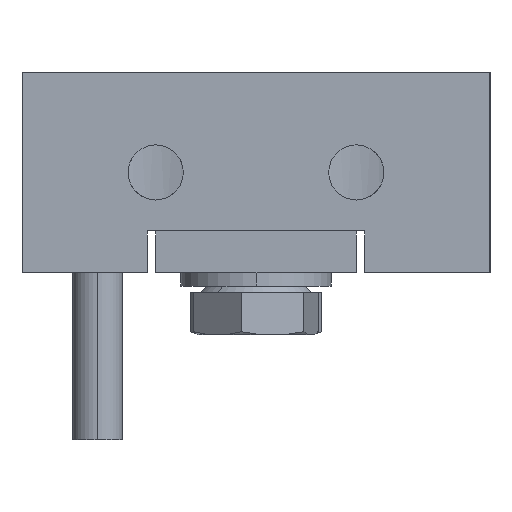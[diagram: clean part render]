
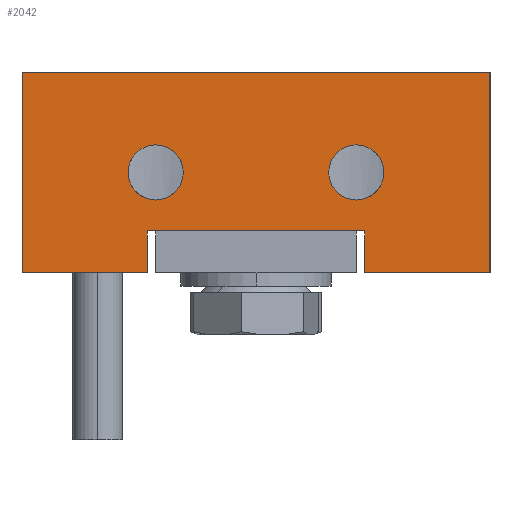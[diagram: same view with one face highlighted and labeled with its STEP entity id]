
A CAD part, left-side view. The second image highlights one B-rep face of the part: STEP entity #2042.
In plain terms, the highlighted planar face has unit normal (-1, 0, 0).
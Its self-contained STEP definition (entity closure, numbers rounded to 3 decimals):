
#9 = ORIENTED_EDGE ( 'NONE', *, *, #2525, .T. ) ;
#61 = EDGE_CURVE ( 'NONE', #2382, #439, #2430, .T. ) ;
#112 = CARTESIAN_POINT ( 'NONE',  ( -50.05, 18.202, 104. ) ) ;
#116 = EDGE_LOOP ( 'NONE', ( #1468, #335 ) ) ;
#179 = LINE ( 'NONE', #1031, #1217 ) ;
#197 = PLANE ( 'NONE',  #1288 ) ;
#216 = LINE ( 'NONE', #2449, #1803 ) ;
#230 = ORIENTED_EDGE ( 'NONE', *, *, #965, .F. ) ;
#316 = VERTEX_POINT ( 'NONE', #792 ) ;
#335 = ORIENTED_EDGE ( 'NONE', *, *, #1139, .F. ) ;
#369 = CARTESIAN_POINT ( 'NONE',  ( -50.05, 10.702, 94.5 ) ) ;
#383 = EDGE_CURVE ( 'NONE', #1046, #2382, #216, .T. ) ;
#385 = ORIENTED_EDGE ( 'NONE', *, *, #61, .T. ) ;
#399 = DIRECTION ( 'NONE',  ( 0., -1., 0. ) ) ;
#439 = VERTEX_POINT ( 'NONE', #2465 ) ;
#451 = CARTESIAN_POINT ( 'NONE',  ( -50.05, 10.202, 99.65 ) ) ;
#483 = CARTESIAN_POINT ( 'NONE',  ( -50.05, -2.298, 92. ) ) ;
#497 = DIRECTION ( 'NONE',  ( 0., 0., -1. ) ) ;
#531 = CARTESIAN_POINT ( 'NONE',  ( -50.05, 18.202, 92. ) ) ;
#540 = CARTESIAN_POINT ( 'NONE',  ( -50.05, -1.798, 96.35 ) ) ;
#552 = DIRECTION ( 'NONE',  ( 0., -1., 0. ) ) ;
#558 = DIRECTION ( 'NONE',  ( -1., 0., 0. ) ) ;
#567 = VERTEX_POINT ( 'NONE', #369 ) ;
#573 = CARTESIAN_POINT ( 'NONE',  ( -50.05, -1.798, 99.65 ) ) ;
#597 = AXIS2_PLACEMENT_3D ( 'NONE', #2676, #1179, #1603 ) ;
#658 = LINE ( 'NONE', #1930, #1625 ) ;
#690 = EDGE_CURVE ( 'NONE', #2391, #2606, #1088, .T. ) ;
#700 = CARTESIAN_POINT ( 'NONE',  ( -50.05, -9.798, 104. ) ) ;
#720 = ORIENTED_EDGE ( 'NONE', *, *, #2013, .F. ) ;
#754 = EDGE_LOOP ( 'NONE', ( #2431, #230 ) ) ;
#777 = LINE ( 'NONE', #839, #2452 ) ;
#792 = CARTESIAN_POINT ( 'NONE',  ( -50.05, 10.702, 92. ) ) ;
#811 = EDGE_LOOP ( 'NONE', ( #1386, #1805, #1765, #1433, #385, #720, #1664, #9 ) ) ;
#839 = CARTESIAN_POINT ( 'NONE',  ( -50.05, 18.202, 104. ) ) ;
#851 = AXIS2_PLACEMENT_3D ( 'NONE', #904, #2142, #1708 ) ;
#904 = CARTESIAN_POINT ( 'NONE',  ( -50.05, -1.798, 98. ) ) ;
#921 = AXIS2_PLACEMENT_3D ( 'NONE', #1636, #2724, #2073 ) ;
#955 = VECTOR ( 'NONE', #2195, 1000. ) ;
#959 = CARTESIAN_POINT ( 'NONE',  ( -50.05, 18.202, 94.5 ) ) ;
#965 = EDGE_CURVE ( 'NONE', #2606, #2391, #1061, .T. ) ;
#1025 = DIRECTION ( 'NONE',  ( 0., 0., -1. ) ) ;
#1031 = CARTESIAN_POINT ( 'NONE',  ( -50.05, 10.702, 104. ) ) ;
#1037 = CIRCLE ( 'NONE', #597, 1.65 ) ;
#1041 = DIRECTION ( 'NONE',  ( 0., 0., -1. ) ) ;
#1046 = VERTEX_POINT ( 'NONE', #1352 ) ;
#1061 = CIRCLE ( 'NONE', #2584, 1.65 ) ;
#1075 = LINE ( 'NONE', #531, #955 ) ;
#1088 = CIRCLE ( 'NONE', #921, 1.65 ) ;
#1139 = EDGE_CURVE ( 'NONE', #2650, #1646, #2411, .T. ) ;
#1150 = FACE_BOUND ( 'NONE', #116, .T. ) ;
#1157 = VERTEX_POINT ( 'NONE', #700 ) ;
#1179 = DIRECTION ( 'NONE',  ( -1., 0., 0. ) ) ;
#1217 = VECTOR ( 'NONE', #2516, 1000. ) ;
#1279 = VECTOR ( 'NONE', #1025, 1000. ) ;
#1288 = AXIS2_PLACEMENT_3D ( 'NONE', #1854, #2302, #1041 ) ;
#1339 = CARTESIAN_POINT ( 'NONE',  ( -50.05, 10.202, 96.35 ) ) ;
#1352 = CARTESIAN_POINT ( 'NONE',  ( -50.05, -2.298, 94.5 ) ) ;
#1386 = ORIENTED_EDGE ( 'NONE', *, *, #2626, .T. ) ;
#1433 = ORIENTED_EDGE ( 'NONE', *, *, #383, .T. ) ;
#1468 = ORIENTED_EDGE ( 'NONE', *, *, #1614, .F. ) ;
#1504 = LINE ( 'NONE', #959, #2566 ) ;
#1603 = DIRECTION ( 'NONE',  ( 0., 0., 1. ) ) ;
#1614 = EDGE_CURVE ( 'NONE', #1646, #2650, #1037, .T. ) ;
#1625 = VECTOR ( 'NONE', #497, 1000. ) ;
#1636 = CARTESIAN_POINT ( 'NONE',  ( -50.05, 10.202, 98. ) ) ;
#1646 = VERTEX_POINT ( 'NONE', #573 ) ;
#1664 = ORIENTED_EDGE ( 'NONE', *, *, #2181, .F. ) ;
#1697 = FACE_OUTER_BOUND ( 'NONE', #811, .T. ) ;
#1708 = DIRECTION ( 'NONE',  ( 0., 0., 1. ) ) ;
#1711 = VERTEX_POINT ( 'NONE', #112 ) ;
#1765 = ORIENTED_EDGE ( 'NONE', *, *, #2635, .F. ) ;
#1784 = DIRECTION ( 'NONE',  ( 0., 0., 1. ) ) ;
#1800 = DIRECTION ( 'NONE',  ( 0., 0., -1. ) ) ;
#1803 = VECTOR ( 'NONE', #1800, 1000. ) ;
#1805 = ORIENTED_EDGE ( 'NONE', *, *, #2023, .T. ) ;
#1833 = LINE ( 'NONE', #2512, #1279 ) ;
#1845 = VECTOR ( 'NONE', #552, 1000. ) ;
#1854 = CARTESIAN_POINT ( 'NONE',  ( -50.05, 18.202, 104. ) ) ;
#1930 = CARTESIAN_POINT ( 'NONE',  ( -50.05, 18.202, 104. ) ) ;
#1987 = VERTEX_POINT ( 'NONE', #2500 ) ;
#2013 = EDGE_CURVE ( 'NONE', #1157, #439, #1833, .T. ) ;
#2023 = EDGE_CURVE ( 'NONE', #316, #567, #179, .T. ) ;
#2042 = ADVANCED_FACE ( 'NONE', ( #2281, #1150, #1697 ), #197, .F. ) ;
#2073 = DIRECTION ( 'NONE',  ( 0., 0., 1. ) ) ;
#2142 = DIRECTION ( 'NONE',  ( -1., 0., 0. ) ) ;
#2164 = CARTESIAN_POINT ( 'NONE',  ( -50.05, 10.202, 98. ) ) ;
#2181 = EDGE_CURVE ( 'NONE', #1711, #1157, #777, .T. ) ;
#2195 = DIRECTION ( 'NONE',  ( 0., -1., 0. ) ) ;
#2281 = FACE_BOUND ( 'NONE', #754, .T. ) ;
#2302 = DIRECTION ( 'NONE',  ( 1., 0., 0. ) ) ;
#2382 = VERTEX_POINT ( 'NONE', #483 ) ;
#2391 = VERTEX_POINT ( 'NONE', #451 ) ;
#2411 = CIRCLE ( 'NONE', #851, 1.65 ) ;
#2430 = LINE ( 'NONE', #2719, #1845 ) ;
#2431 = ORIENTED_EDGE ( 'NONE', *, *, #690, .F. ) ;
#2449 = CARTESIAN_POINT ( 'NONE',  ( -50.05, -2.298, 104. ) ) ;
#2452 = VECTOR ( 'NONE', #399, 1000. ) ;
#2465 = CARTESIAN_POINT ( 'NONE',  ( -50.05, -9.798, 92. ) ) ;
#2500 = CARTESIAN_POINT ( 'NONE',  ( -50.05, 18.202, 92. ) ) ;
#2512 = CARTESIAN_POINT ( 'NONE',  ( -50.05, -9.798, 104. ) ) ;
#2516 = DIRECTION ( 'NONE',  ( 0., 0., 1. ) ) ;
#2525 = EDGE_CURVE ( 'NONE', #1711, #1987, #658, .T. ) ;
#2566 = VECTOR ( 'NONE', #2640, 1000. ) ;
#2584 = AXIS2_PLACEMENT_3D ( 'NONE', #2164, #558, #1784 ) ;
#2606 = VERTEX_POINT ( 'NONE', #1339 ) ;
#2626 = EDGE_CURVE ( 'NONE', #1987, #316, #1075, .T. ) ;
#2635 = EDGE_CURVE ( 'NONE', #1046, #567, #1504, .T. ) ;
#2640 = DIRECTION ( 'NONE',  ( 0., 1., 0. ) ) ;
#2650 = VERTEX_POINT ( 'NONE', #540 ) ;
#2676 = CARTESIAN_POINT ( 'NONE',  ( -50.05, -1.798, 98. ) ) ;
#2719 = CARTESIAN_POINT ( 'NONE',  ( -50.05, 18.202, 92. ) ) ;
#2724 = DIRECTION ( 'NONE',  ( -1., 0., 0. ) ) ;
